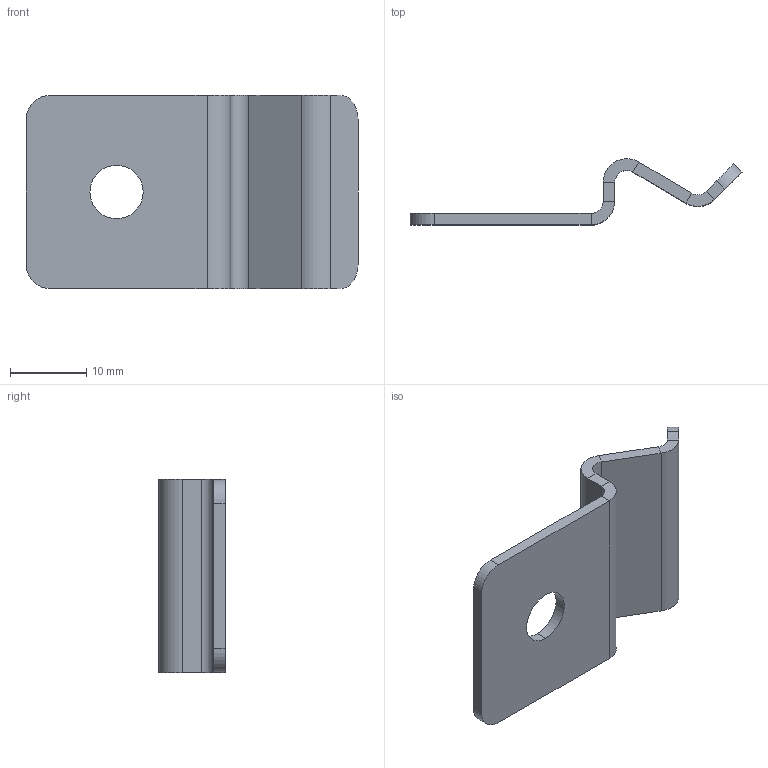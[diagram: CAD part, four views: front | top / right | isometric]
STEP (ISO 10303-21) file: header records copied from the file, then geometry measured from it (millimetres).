
FILE_DESCRIPTION (( 'STEP AP214' ), '1' );
FILE_NAME ('ALU5052_060_Door_PC_Panel_Clip.STEP', '2024-02-20T00:21:17', ( '' ), ( '' ), 'STEP 2.0', 'OCCT', '' );
FILE_SCHEMA (( 'AUTOMOTIVE_DESIGN' ));
Length unit declared in the file: inch
Products named in the file (1): ALU5052_060_Door_PC_Panel_Clip
Bounding box: 43.66 x 8.71 x 25.4 mm (x, y, z)
Volume: 1901.6 mm3; surface area: 2765.6 mm2
Topology: 1 solids, 1 shells, 36 faces, 78 edges, 44 vertices
Faces by surface type: plane 24, cylinder 12
Entity records: 985 total; most frequent: DIRECTION 176, CARTESIAN_POINT 159, ORIENTED_EDGE 156, EDGE_CURVE 78, AXIS2_PLACEMENT_3D 61, LINE 54, VECTOR 54, VERTEX_POINT 44
